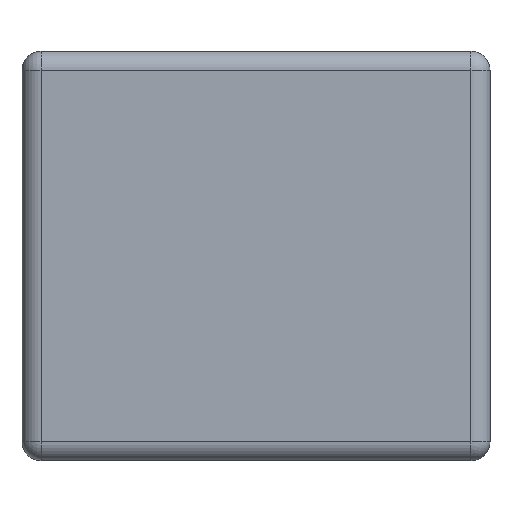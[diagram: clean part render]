
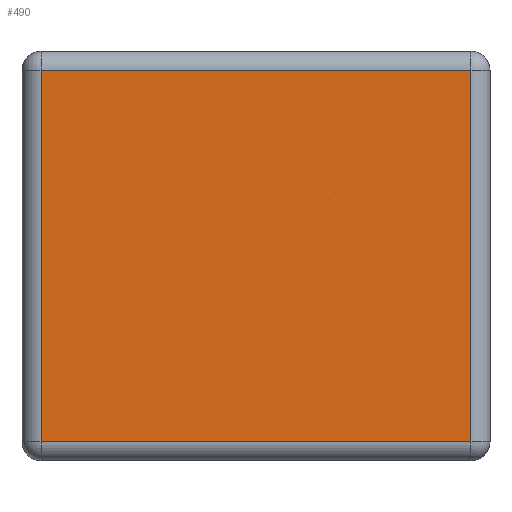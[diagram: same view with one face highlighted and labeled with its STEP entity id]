
A CAD part, left-side view. The second image highlights one B-rep face of the part: STEP entity #490.
In plain terms, the highlighted planar face has unit normal (-1, 0, 0).
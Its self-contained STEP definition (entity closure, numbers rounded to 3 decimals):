
#20 = VECTOR ( 'NONE', #109, 1000. ) ;
#54 = LINE ( 'NONE', #641, #92 ) ;
#83 = EDGE_CURVE ( 'NONE', #1099, #244, #54, .T. ) ;
#92 = VECTOR ( 'NONE', #1499, 1000. ) ;
#109 = DIRECTION ( 'NONE',  ( 0., -1., 0. ) ) ;
#238 = LINE ( 'NONE', #610, #20 ) ;
#244 = VERTEX_POINT ( 'NONE', #674 ) ;
#307 = ORIENTED_EDGE ( 'NONE', *, *, #83, .T. ) ;
#336 = VECTOR ( 'NONE', #1118, 1000. ) ;
#480 = VERTEX_POINT ( 'NONE', #944 ) ;
#490 = ADVANCED_FACE ( 'NONE', ( #1536 ), #603, .F. ) ;
#559 = ORIENTED_EDGE ( 'NONE', *, *, #563, .T. ) ;
#563 = EDGE_CURVE ( 'NONE', #244, #480, #238, .T. ) ;
#574 = EDGE_LOOP ( 'NONE', ( #307, #559, #863, #1152 ) ) ;
#583 = CARTESIAN_POINT ( 'NONE',  ( -0.325, 0.016, -0.175 ) ) ;
#603 = PLANE ( 'NONE',  #1517 ) ;
#610 = CARTESIAN_POINT ( 'NONE',  ( -0.325, 0.4, -0.159 ) ) ;
#641 = CARTESIAN_POINT ( 'NONE',  ( -0.325, 0.384, -0.175 ) ) ;
#674 = CARTESIAN_POINT ( 'NONE',  ( -0.325, 0.384, -0.159 ) ) ;
#731 = CARTESIAN_POINT ( 'NONE',  ( -0.325, 0.4, -0.175 ) ) ;
#739 = LINE ( 'NONE', #583, #336 ) ;
#742 = DIRECTION ( 'NONE',  ( 1., 0., 0. ) ) ;
#863 = ORIENTED_EDGE ( 'NONE', *, *, #1369, .T. ) ;
#944 = CARTESIAN_POINT ( 'NONE',  ( -0.325, 0.016, -0.159 ) ) ;
#1021 = EDGE_CURVE ( 'NONE', #1585, #1099, #1538, .T. ) ;
#1079 = CARTESIAN_POINT ( 'NONE',  ( -0.325, 0.016, 0.159 ) ) ;
#1080 = CARTESIAN_POINT ( 'NONE',  ( -0.325, 0.384, 0.159 ) ) ;
#1099 = VERTEX_POINT ( 'NONE', #1080 ) ;
#1118 = DIRECTION ( 'NONE',  ( 0., 0., 1. ) ) ;
#1152 = ORIENTED_EDGE ( 'NONE', *, *, #1021, .T. ) ;
#1219 = DIRECTION ( 'NONE',  ( 0., 0., -1. ) ) ;
#1300 = VECTOR ( 'NONE', #1439, 1000. ) ;
#1369 = EDGE_CURVE ( 'NONE', #480, #1585, #739, .T. ) ;
#1439 = DIRECTION ( 'NONE',  ( 0., 1., 0. ) ) ;
#1499 = DIRECTION ( 'NONE',  ( 0., 0., -1. ) ) ;
#1517 = AXIS2_PLACEMENT_3D ( 'NONE', #731, #742, #1219 ) ;
#1536 = FACE_OUTER_BOUND ( 'NONE', #574, .T. ) ;
#1538 = LINE ( 'NONE', #1554, #1300 ) ;
#1554 = CARTESIAN_POINT ( 'NONE',  ( -0.325, 0.4, 0.159 ) ) ;
#1585 = VERTEX_POINT ( 'NONE', #1079 ) ;
